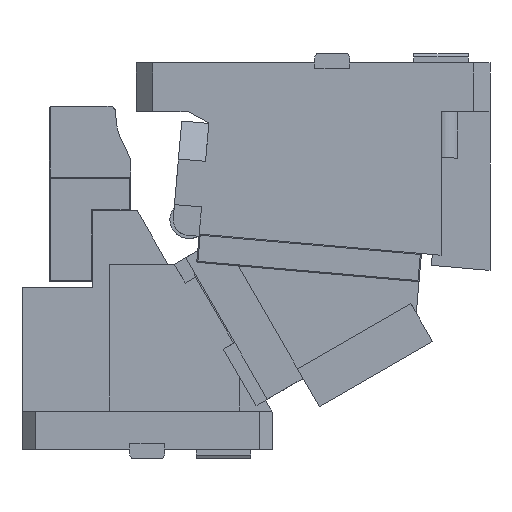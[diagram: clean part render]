
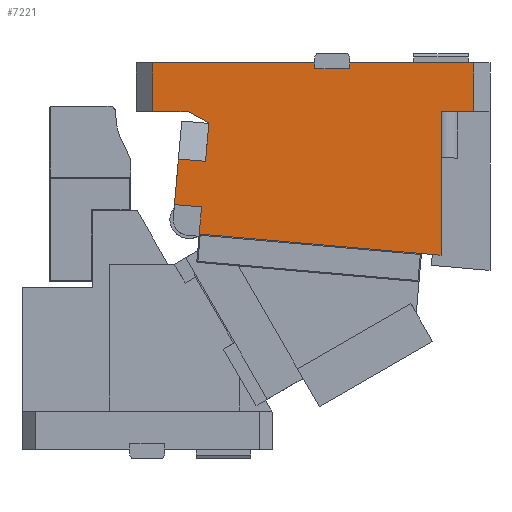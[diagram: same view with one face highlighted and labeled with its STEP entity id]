
A CAD part, front view. The second image highlights one B-rep face of the part: STEP entity #7221.
In plain terms, the highlighted planar face has unit normal (0, -1, 0).
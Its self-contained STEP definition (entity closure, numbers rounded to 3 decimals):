
#6914=CARTESIAN_POINT('Vertex',(120.,-45.,355.)) ;
#6917=CARTESIAN_POINT('Line Origine',(194.5,-45.,355.)) ;
#6921=CARTESIAN_POINT('Vertex',(269.,-45.,355.)) ;
#7071=CARTESIAN_POINT('Vertex',(120.,-45.,310.)) ;
#7074=CARTESIAN_POINT('Line Origine',(120.,-45.,332.5)) ;
#7086=CARTESIAN_POINT('Axis2P3D Location',(320.519,-45.,203.019)) ;
#7091=CARTESIAN_POINT('Line Origine',(162.191,-45.,305.019)) ;
#7095=CARTESIAN_POINT('Vertex',(152.626,-45.,310.)) ;
#7097=CARTESIAN_POINT('Vertex',(171.755,-45.,300.038)) ;
#7100=CARTESIAN_POINT('Line Origine',(170.199,-45.,282.252)) ;
#7104=CARTESIAN_POINT('Vertex',(168.643,-45.,264.465)) ;
#7107=CARTESIAN_POINT('Line Origine',(156.19,-45.,265.555)) ;
#7111=CARTESIAN_POINT('Vertex',(143.738,-45.,266.644)) ;
#7114=CARTESIAN_POINT('Line Origine',(141.905,-45.,245.693)) ;
#7118=CARTESIAN_POINT('Vertex',(140.072,-45.,224.741)) ;
#7121=CARTESIAN_POINT('Line Origine',(152.524,-45.,223.652)) ;
#7125=CARTESIAN_POINT('Vertex',(164.977,-45.,222.562)) ;
#7128=CARTESIAN_POINT('Line Origine',(163.887,-45.,210.11)) ;
#7132=CARTESIAN_POINT('Vertex',(162.798,-45.,197.657)) ;
#7135=CARTESIAN_POINT('Line Origine',(262.417,-45.,188.942)) ;
#7139=CARTESIAN_POINT('Vertex',(362.037,-45.,180.226)) ;
#7142=CARTESIAN_POINT('Line Origine',(373.518,-45.,179.222)) ;
#7146=CARTESIAN_POINT('Vertex',(385.,-45.,178.217)) ;
#7149=CARTESIAN_POINT('Line Origine',(385.,-45.,244.109)) ;
#7153=CARTESIAN_POINT('Vertex',(385.,-45.,310.)) ;
#7156=CARTESIAN_POINT('Line Origine',(400.,-45.,310.)) ;
#7160=CARTESIAN_POINT('Vertex',(415.,-45.,310.)) ;
#7163=CARTESIAN_POINT('Line Origine',(415.,-45.,332.5)) ;
#7167=CARTESIAN_POINT('Vertex',(415.,-45.,355.)) ;
#7170=CARTESIAN_POINT('Line Origine',(358.,-45.,355.)) ;
#7174=CARTESIAN_POINT('Vertex',(301.,-45.,355.)) ;
#7177=CARTESIAN_POINT('Line Origine',(301.,-45.,352.25)) ;
#7181=CARTESIAN_POINT('Vertex',(301.,-45.,349.5)) ;
#7184=CARTESIAN_POINT('Line Origine',(285.,-45.,349.5)) ;
#7188=CARTESIAN_POINT('Vertex',(269.,-45.,349.5)) ;
#7191=CARTESIAN_POINT('Line Origine',(269.,-45.,352.25)) ;
#7196=CARTESIAN_POINT('Line Origine',(136.313,-45.,310.)) ;
#6918=DIRECTION('Vector Direction',(-1.,0.,0.)) ;
#7075=DIRECTION('Vector Direction',(0.,0.,-1.)) ;
#7087=DIRECTION('Axis2P3D Direction',(0.,-1.,0.)) ;
#7088=DIRECTION('Axis2P3D XDirection',(1.,0.,0.)) ;
#7092=DIRECTION('Vector Direction',(0.887,0.,-0.462)) ;
#7101=DIRECTION('Vector Direction',(0.087,0.,0.996)) ;
#7108=DIRECTION('Vector Direction',(-0.996,0.,0.087)) ;
#7115=DIRECTION('Vector Direction',(0.087,0.,0.996)) ;
#7122=DIRECTION('Vector Direction',(-0.996,0.,0.087)) ;
#7129=DIRECTION('Vector Direction',(0.087,0.,0.996)) ;
#7136=DIRECTION('Vector Direction',(0.996,0.,-0.087)) ;
#7143=DIRECTION('Vector Direction',(0.996,0.,-0.087)) ;
#7150=DIRECTION('Vector Direction',(0.,0.,-1.)) ;
#7157=DIRECTION('Vector Direction',(-1.,0.,0.)) ;
#7164=DIRECTION('Vector Direction',(0.,0.,1.)) ;
#7171=DIRECTION('Vector Direction',(1.,0.,0.)) ;
#7178=DIRECTION('Vector Direction',(0.,0.,1.)) ;
#7185=DIRECTION('Vector Direction',(-1.,0.,0.)) ;
#7192=DIRECTION('Vector Direction',(0.,0.,1.)) ;
#7197=DIRECTION('Vector Direction',(1.,0.,0.)) ;
#7089=AXIS2_PLACEMENT_3D('Plane Axis2P3D',#7086,#7087,#7088) ;
#7202=ORIENTED_EDGE('',*,*,#7099,.T.) ;
#7203=ORIENTED_EDGE('',*,*,#7106,.F.) ;
#7204=ORIENTED_EDGE('',*,*,#7113,.T.) ;
#7205=ORIENTED_EDGE('',*,*,#7120,.F.) ;
#7206=ORIENTED_EDGE('',*,*,#7127,.F.) ;
#7207=ORIENTED_EDGE('',*,*,#7134,.F.) ;
#7208=ORIENTED_EDGE('',*,*,#7141,.T.) ;
#7209=ORIENTED_EDGE('',*,*,#7148,.T.) ;
#7210=ORIENTED_EDGE('',*,*,#7155,.F.) ;
#7211=ORIENTED_EDGE('',*,*,#7162,.F.) ;
#7212=ORIENTED_EDGE('',*,*,#7169,.F.) ;
#7213=ORIENTED_EDGE('',*,*,#7176,.F.) ;
#7214=ORIENTED_EDGE('',*,*,#7183,.F.) ;
#7215=ORIENTED_EDGE('',*,*,#7190,.T.) ;
#7216=ORIENTED_EDGE('',*,*,#7195,.T.) ;
#7217=ORIENTED_EDGE('',*,*,#6923,.T.) ;
#7218=ORIENTED_EDGE('',*,*,#7078,.F.) ;
#7219=ORIENTED_EDGE('',*,*,#7200,.T.) ;
#6919=VECTOR('Line Direction',#6918,1.) ;
#7076=VECTOR('Line Direction',#7075,1.) ;
#7093=VECTOR('Line Direction',#7092,1.) ;
#7102=VECTOR('Line Direction',#7101,1.) ;
#7109=VECTOR('Line Direction',#7108,1.) ;
#7116=VECTOR('Line Direction',#7115,1.) ;
#7123=VECTOR('Line Direction',#7122,1.) ;
#7130=VECTOR('Line Direction',#7129,1.) ;
#7137=VECTOR('Line Direction',#7136,1.) ;
#7144=VECTOR('Line Direction',#7143,1.) ;
#7151=VECTOR('Line Direction',#7150,1.) ;
#7158=VECTOR('Line Direction',#7157,1.) ;
#7165=VECTOR('Line Direction',#7164,1.) ;
#7172=VECTOR('Line Direction',#7171,1.) ;
#7179=VECTOR('Line Direction',#7178,1.) ;
#7186=VECTOR('Line Direction',#7185,1.) ;
#7193=VECTOR('Line Direction',#7192,1.) ;
#7198=VECTOR('Line Direction',#7197,1.) ;
#7221=ADVANCED_FACE('CAM HOLDER',(#7220),#7090,.T.) ;
#6923=EDGE_CURVE('',#6922,#6915,#6920,.T.) ;
#7078=EDGE_CURVE('',#7072,#6915,#7077,.F.) ;
#7099=EDGE_CURVE('',#7096,#7098,#7094,.T.) ;
#7106=EDGE_CURVE('',#7105,#7098,#7103,.T.) ;
#7113=EDGE_CURVE('',#7105,#7112,#7110,.T.) ;
#7120=EDGE_CURVE('',#7119,#7112,#7117,.T.) ;
#7127=EDGE_CURVE('',#7126,#7119,#7124,.T.) ;
#7134=EDGE_CURVE('',#7133,#7126,#7131,.T.) ;
#7141=EDGE_CURVE('',#7133,#7140,#7138,.T.) ;
#7148=EDGE_CURVE('',#7140,#7147,#7145,.T.) ;
#7155=EDGE_CURVE('',#7154,#7147,#7152,.T.) ;
#7162=EDGE_CURVE('',#7161,#7154,#7159,.T.) ;
#7169=EDGE_CURVE('',#7168,#7161,#7166,.F.) ;
#7176=EDGE_CURVE('',#7175,#7168,#7173,.T.) ;
#7183=EDGE_CURVE('',#7182,#7175,#7180,.T.) ;
#7190=EDGE_CURVE('',#7182,#7189,#7187,.T.) ;
#7195=EDGE_CURVE('',#7189,#6922,#7194,.T.) ;
#7200=EDGE_CURVE('',#7072,#7096,#7199,.T.) ;
#7201=EDGE_LOOP('',(#7202,#7203,#7204,#7205,#7206,#7207,#7208,#7209,#7210,#7211,#7212,#7213,#7214,#7215,#7216,#7217,#7218,#7219)) ;
#7220=FACE_OUTER_BOUND('',#7201,.T.) ;
#6920=LINE('Line',#6917,#6919) ;
#7077=LINE('Line',#7074,#7076) ;
#7094=LINE('Line',#7091,#7093) ;
#7103=LINE('Line',#7100,#7102) ;
#7110=LINE('Line',#7107,#7109) ;
#7117=LINE('Line',#7114,#7116) ;
#7124=LINE('Line',#7121,#7123) ;
#7131=LINE('Line',#7128,#7130) ;
#7138=LINE('Line',#7135,#7137) ;
#7145=LINE('Line',#7142,#7144) ;
#7152=LINE('Line',#7149,#7151) ;
#7159=LINE('Line',#7156,#7158) ;
#7166=LINE('Line',#7163,#7165) ;
#7173=LINE('Line',#7170,#7172) ;
#7180=LINE('Line',#7177,#7179) ;
#7187=LINE('Line',#7184,#7186) ;
#7194=LINE('Line',#7191,#7193) ;
#7199=LINE('Line',#7196,#7198) ;
#7090=PLANE('Plane',#7089) ;
#6915=VERTEX_POINT('',#6914) ;
#6922=VERTEX_POINT('',#6921) ;
#7072=VERTEX_POINT('',#7071) ;
#7096=VERTEX_POINT('',#7095) ;
#7098=VERTEX_POINT('',#7097) ;
#7105=VERTEX_POINT('',#7104) ;
#7112=VERTEX_POINT('',#7111) ;
#7119=VERTEX_POINT('',#7118) ;
#7126=VERTEX_POINT('',#7125) ;
#7133=VERTEX_POINT('',#7132) ;
#7140=VERTEX_POINT('',#7139) ;
#7147=VERTEX_POINT('',#7146) ;
#7154=VERTEX_POINT('',#7153) ;
#7161=VERTEX_POINT('',#7160) ;
#7168=VERTEX_POINT('',#7167) ;
#7175=VERTEX_POINT('',#7174) ;
#7182=VERTEX_POINT('',#7181) ;
#7189=VERTEX_POINT('',#7188) ;
